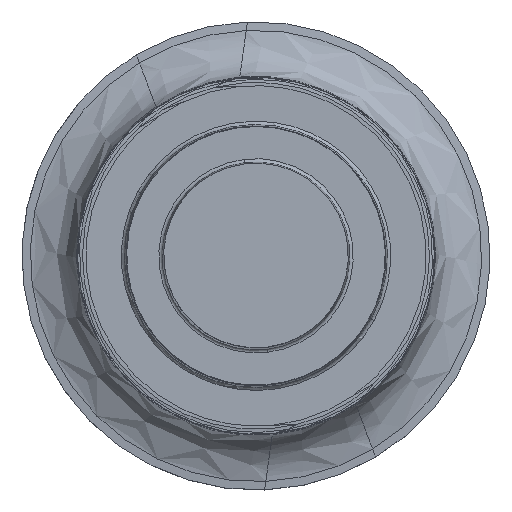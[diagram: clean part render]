
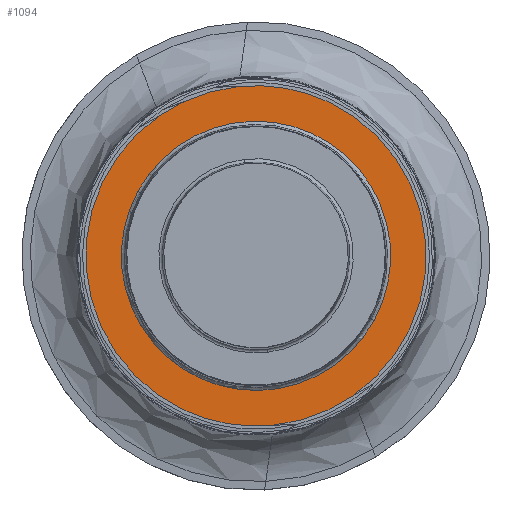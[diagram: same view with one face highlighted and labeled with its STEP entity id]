
A CAD part, top view. The second image highlights one B-rep face of the part: STEP entity #1094.
In plain terms, the highlighted planar face has unit normal (0, 0, 1).
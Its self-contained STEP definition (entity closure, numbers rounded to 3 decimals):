
#876=AXIS2_PLACEMENT_3D('Circle Axis2P3D',#874,#875,$) ;
#883=AXIS2_PLACEMENT_3D('Circle Axis2P3D',#881,#882,$) ;
#890=AXIS2_PLACEMENT_3D('Circle Axis2P3D',#888,#889,$) ;
#915=AXIS2_PLACEMENT_3D('Circle Axis2P3D',#913,#914,$) ;
#958=AXIS2_PLACEMENT_3D('Circle Axis2P3D',#956,#957,$) ;
#965=AXIS2_PLACEMENT_3D('Circle Axis2P3D',#963,#964,$) ;
#972=AXIS2_PLACEMENT_3D('Circle Axis2P3D',#970,#971,$) ;
#997=AXIS2_PLACEMENT_3D('Circle Axis2P3D',#995,#996,$) ;
#1022=AXIS2_PLACEMENT_3D('Plane Axis2P3D',#1019,#1020,#1021) ;
#861=CARTESIAN_POINT('Vertex',(-5.713,8.291,-0.831)) ;
#871=CARTESIAN_POINT('Vertex',(1.038,-10.015,-0.831)) ;
#874=CARTESIAN_POINT('Axis2P3D Location',(0.,0.,-0.831)) ;
#878=CARTESIAN_POINT('Vertex',(-4.324,-9.093,-0.831)) ;
#881=CARTESIAN_POINT('Axis2P3D Location',(0.,0.,-0.831)) ;
#885=CARTESIAN_POINT('Vertex',(-10.037,-0.802,-0.831)) ;
#888=CARTESIAN_POINT('Axis2P3D Location',(0.,0.,-0.831)) ;
#913=CARTESIAN_POINT('Axis2P3D Location',(0.,0.,-0.831)) ;
#917=CARTESIAN_POINT('Vertex',(-1.038,10.015,-0.831)) ;
#953=CARTESIAN_POINT('Vertex',(5.713,-8.291,-0.831)) ;
#956=CARTESIAN_POINT('Axis2P3D Location',(0.,0.,-0.831)) ;
#960=CARTESIAN_POINT('Vertex',(4.324,9.093,-0.831)) ;
#963=CARTESIAN_POINT('Axis2P3D Location',(0.,0.,-0.831)) ;
#967=CARTESIAN_POINT('Vertex',(10.037,0.802,-0.831)) ;
#970=CARTESIAN_POINT('Axis2P3D Location',(0.,0.,-0.831)) ;
#995=CARTESIAN_POINT('Axis2P3D Location',(0.,0.,-0.831)) ;
#1019=CARTESIAN_POINT('Axis2P3D Location',(-4.727,-0.49,-0.831)) ;
#1035=CARTESIAN_POINT('Control Point',(-6.99,3.818,-0.831)) ;
#1036=CARTESIAN_POINT('Control Point',(-6.592,4.546,-0.831)) ;
#1037=CARTESIAN_POINT('Control Point',(-6.099,5.223,-0.831)) ;
#1038=CARTESIAN_POINT('Control Point',(-5.521,5.831,-0.831)) ;
#1039=CARTESIAN_POINT('Control Point',(-4.22,6.882,-0.831)) ;
#1040=CARTESIAN_POINT('Control Point',(-2.692,7.565,-0.831)) ;
#1041=CARTESIAN_POINT('Control Point',(-1.888,7.805,-0.831)) ;
#1042=CARTESIAN_POINT('Control Point',(-0.236,8.069,-0.831)) ;
#1043=CARTESIAN_POINT('Control Point',(1.428,7.902,-0.831)) ;
#1044=CARTESIAN_POINT('Control Point',(2.245,7.71,-0.831)) ;
#1045=CARTESIAN_POINT('Control Point',(3.81,7.117,-0.831)) ;
#1046=CARTESIAN_POINT('Control Point',(5.171,6.144,-0.831)) ;
#1047=CARTESIAN_POINT('Control Point',(5.783,5.57,-0.831)) ;
#1048=CARTESIAN_POINT('Control Point',(6.846,4.278,-0.831)) ;
#1049=CARTESIAN_POINT('Control Point',(7.542,2.757,-0.831)) ;
#1050=CARTESIAN_POINT('Control Point',(7.788,1.955,-0.831)) ;
#1051=CARTESIAN_POINT('Control Point',(8.067,0.305,-0.831)) ;
#1052=CARTESIAN_POINT('Control Point',(7.914,-1.361,-0.831)) ;
#1053=CARTESIAN_POINT('Control Point',(7.728,-2.18,-0.831)) ;
#1054=CARTESIAN_POINT('Control Point',(7.429,-2.99,-0.831)) ;
#1055=CARTESIAN_POINT('Control Point',(7.028,-3.747,-0.831)) ;
#1056=CARTESIAN_POINT('Control Point',(7.015,-3.771,-0.831)) ;
#1057=CARTESIAN_POINT('Control Point',(7.003,-3.795,-0.831)) ;
#1058=CARTESIAN_POINT('Control Point',(6.99,-3.818,-0.831)) ;
#1059=CARTESIAN_POINT('Vertex',(-6.99,3.818,-0.831)) ;
#1061=CARTESIAN_POINT('Vertex',(6.99,-3.818,-0.831)) ;
#1065=CARTESIAN_POINT('Control Point',(6.99,-3.818,-0.831)) ;
#1066=CARTESIAN_POINT('Control Point',(6.592,-4.546,-0.831)) ;
#1067=CARTESIAN_POINT('Control Point',(6.099,-5.223,-0.831)) ;
#1068=CARTESIAN_POINT('Control Point',(5.521,-5.831,-0.831)) ;
#1069=CARTESIAN_POINT('Control Point',(4.22,-6.882,-0.831)) ;
#1070=CARTESIAN_POINT('Control Point',(2.692,-7.565,-0.831)) ;
#1071=CARTESIAN_POINT('Control Point',(1.888,-7.805,-0.831)) ;
#1072=CARTESIAN_POINT('Control Point',(0.236,-8.069,-0.831)) ;
#1073=CARTESIAN_POINT('Control Point',(-1.428,-7.902,-0.831)) ;
#1074=CARTESIAN_POINT('Control Point',(-2.245,-7.71,-0.831)) ;
#1075=CARTESIAN_POINT('Control Point',(-3.81,-7.117,-0.831)) ;
#1076=CARTESIAN_POINT('Control Point',(-5.171,-6.144,-0.831)) ;
#1077=CARTESIAN_POINT('Control Point',(-5.783,-5.57,-0.831)) ;
#1078=CARTESIAN_POINT('Control Point',(-6.846,-4.278,-0.831)) ;
#1079=CARTESIAN_POINT('Control Point',(-7.542,-2.757,-0.831)) ;
#1080=CARTESIAN_POINT('Control Point',(-7.788,-1.955,-0.831)) ;
#1081=CARTESIAN_POINT('Control Point',(-8.067,-0.305,-0.831)) ;
#1082=CARTESIAN_POINT('Control Point',(-7.914,1.361,-0.831)) ;
#1083=CARTESIAN_POINT('Control Point',(-7.728,2.18,-0.831)) ;
#1084=CARTESIAN_POINT('Control Point',(-7.429,2.99,-0.831)) ;
#1085=CARTESIAN_POINT('Control Point',(-7.028,3.747,-0.831)) ;
#1086=CARTESIAN_POINT('Control Point',(-7.015,3.771,-0.831)) ;
#1087=CARTESIAN_POINT('Control Point',(-7.003,3.795,-0.831)) ;
#1088=CARTESIAN_POINT('Control Point',(-6.99,3.818,-0.831)) ;
#875=DIRECTION('Axis2P3D Direction',(0.,0.,-1.)) ;
#882=DIRECTION('Axis2P3D Direction',(0.,0.,-1.)) ;
#889=DIRECTION('Axis2P3D Direction',(0.,0.,-1.)) ;
#914=DIRECTION('Axis2P3D Direction',(0.,0.,-1.)) ;
#957=DIRECTION('Axis2P3D Direction',(0.,0.,-1.)) ;
#964=DIRECTION('Axis2P3D Direction',(0.,0.,-1.)) ;
#971=DIRECTION('Axis2P3D Direction',(0.,0.,-1.)) ;
#996=DIRECTION('Axis2P3D Direction',(0.,0.,-1.)) ;
#1020=DIRECTION('Axis2P3D Direction',(0.,-0.,-1.)) ;
#1021=DIRECTION('Axis2P3D XDirection',(0.103,-0.995,0.)) ;
#1025=ORIENTED_EDGE('',*,*,#919,.F.) ;
#1026=ORIENTED_EDGE('',*,*,#892,.F.) ;
#1027=ORIENTED_EDGE('',*,*,#887,.F.) ;
#1028=ORIENTED_EDGE('',*,*,#880,.F.) ;
#1029=ORIENTED_EDGE('',*,*,#999,.F.) ;
#1030=ORIENTED_EDGE('',*,*,#974,.F.) ;
#1031=ORIENTED_EDGE('',*,*,#969,.F.) ;
#1032=ORIENTED_EDGE('',*,*,#962,.F.) ;
#1091=ORIENTED_EDGE('',*,*,#1063,.T.) ;
#1092=ORIENTED_EDGE('',*,*,#1089,.T.) ;
#1093=FACE_BOUND('',#1090,.T.) ;
#1094=ADVANCED_FACE('NOCUT',(#1033,#1093),#1023,.F.) ;
#1034=B_SPLINE_CURVE_WITH_KNOTS('',5,(#1035,#1036,#1037,#1038,#1039,#1040,#1041,#1042,#1043,#1044,#1045,#1046,#1047,#1048,#1049,#1050,#1051,#1052,#1053,#1054,#1055,#1056,#1057,#1058),.UNSPECIFIED.,.F.,.U.,(6,3,3,3,3,3,3,6),(0.,5.878,11.756,17.635,23.513,29.391,35.27,35.461),.UNSPECIFIED.) ;
#1064=B_SPLINE_CURVE_WITH_KNOTS('',5,(#1065,#1066,#1067,#1068,#1069,#1070,#1071,#1072,#1073,#1074,#1075,#1076,#1077,#1078,#1079,#1080,#1081,#1082,#1083,#1084,#1085,#1086,#1087,#1088),.UNSPECIFIED.,.F.,.U.,(6,3,3,3,3,3,3,6),(0.,5.878,11.756,17.635,23.513,29.391,35.27,35.461),.UNSPECIFIED.) ;
#877=CIRCLE('generated circle',#876,10.069) ;
#884=CIRCLE('generated circle',#883,10.069) ;
#891=CIRCLE('generated circle',#890,10.069) ;
#916=CIRCLE('generated circle',#915,10.069) ;
#959=CIRCLE('generated circle',#958,10.069) ;
#966=CIRCLE('generated circle',#965,10.069) ;
#973=CIRCLE('generated circle',#972,10.069) ;
#998=CIRCLE('generated circle',#997,10.069) ;
#880=EDGE_CURVE('',#872,#879,#877,.T.) ;
#887=EDGE_CURVE('',#879,#886,#884,.T.) ;
#892=EDGE_CURVE('',#886,#862,#891,.T.) ;
#919=EDGE_CURVE('',#862,#918,#916,.T.) ;
#962=EDGE_CURVE('',#918,#961,#959,.T.) ;
#969=EDGE_CURVE('',#961,#968,#966,.T.) ;
#974=EDGE_CURVE('',#968,#954,#973,.T.) ;
#999=EDGE_CURVE('',#954,#872,#998,.T.) ;
#1063=EDGE_CURVE('',#1060,#1062,#1034,.T.) ;
#1089=EDGE_CURVE('',#1062,#1060,#1064,.T.) ;
#1024=EDGE_LOOP('',(#1025,#1026,#1027,#1028,#1029,#1030,#1031,#1032)) ;
#1090=EDGE_LOOP('',(#1091,#1092)) ;
#1033=FACE_OUTER_BOUND('',#1024,.T.) ;
#1023=PLANE('',#1022) ;
#862=VERTEX_POINT('',#861) ;
#872=VERTEX_POINT('',#871) ;
#879=VERTEX_POINT('',#878) ;
#886=VERTEX_POINT('',#885) ;
#918=VERTEX_POINT('',#917) ;
#954=VERTEX_POINT('',#953) ;
#961=VERTEX_POINT('',#960) ;
#968=VERTEX_POINT('',#967) ;
#1060=VERTEX_POINT('',#1059) ;
#1062=VERTEX_POINT('',#1061) ;
